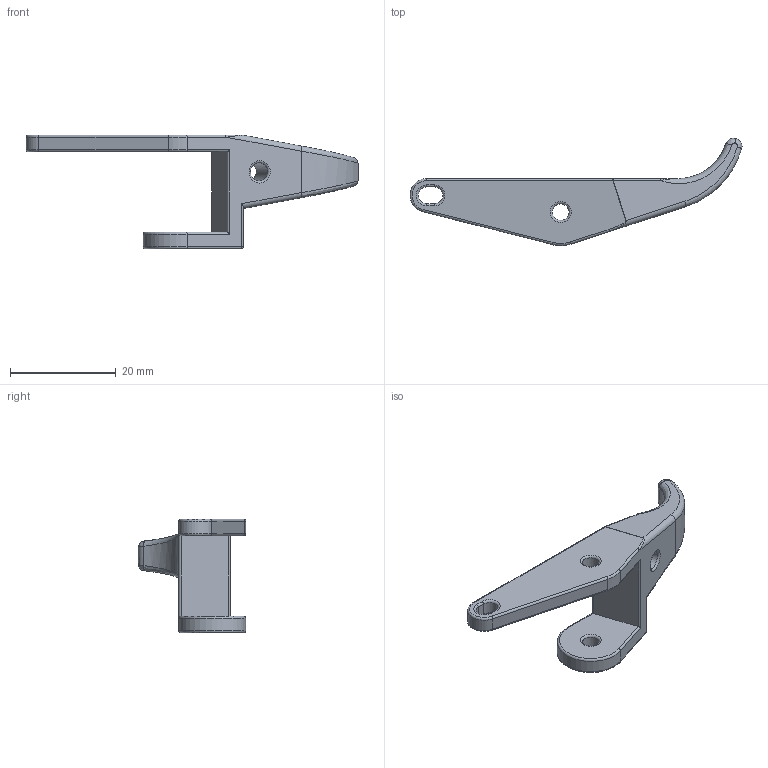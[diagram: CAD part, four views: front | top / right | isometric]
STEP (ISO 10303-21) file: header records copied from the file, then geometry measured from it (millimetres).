
FILE_DESCRIPTION(/* description */ ('STEP AP214'),/* implementation_level */ '2;1');
FILE_NAME(/* name */ '5ff8ba84d2e97c153cfc282a',/* time_stamp */ '2021-01-08T20:04:36+00:00',/* author */ (''),/* organization */ (''),/* preprocessor_version */ 'ST-DEVELOPER v18.1',/* originating_system */ ' ',/* authorisation */ ' ');
FILE_SCHEMA (('AUTOMOTIVE_DESIGN {1 0 10303 214 3 1 1}'));
Length unit declared in the file: metre
Products named in the file (1): id2
Bounding box: 62.93 x 20.34 x 21.59 mm (x, y, z)
Volume: 3615.7 mm3; surface area: 2654 mm2
Topology: 1 solids, 1 shells, 82 faces, 192 edges, 107 vertices
Faces by surface type: cylinder 38, torus 15, plane 14, bspline 12, sphere 3
Full cylindrical faces by diameter (mm): 3.175 x2, 3.454 x1
Entity records: 2436 total; most frequent: CARTESIAN_POINT 581, DIRECTION 417, ORIENTED_EDGE 356, EDGE_CURVE 178, AXIS2_PLACEMENT_3D 173, VERTEX_POINT 107, EDGE_LOOP 99, FACE_BOUND 99
